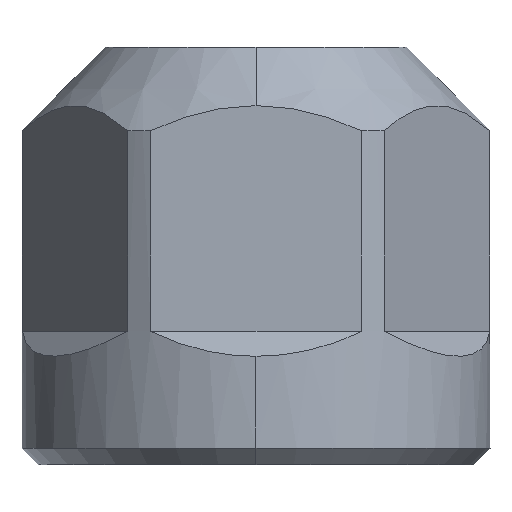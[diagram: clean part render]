
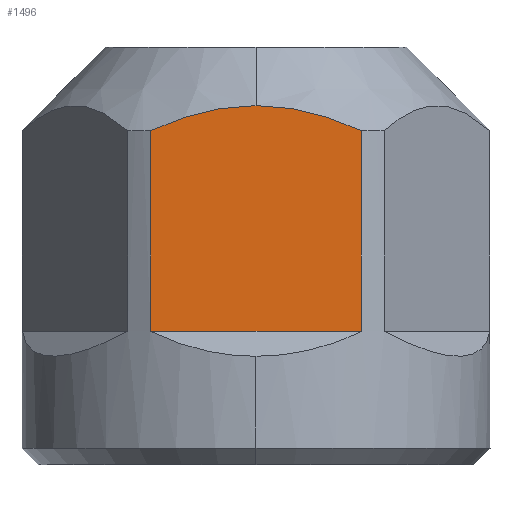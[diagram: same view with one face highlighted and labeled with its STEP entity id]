
A CAD part, left-side view. The second image highlights one B-rep face of the part: STEP entity #1496.
In plain terms, the highlighted planar face has unit normal (-1, 0, 0).
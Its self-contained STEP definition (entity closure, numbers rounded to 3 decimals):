
#84 = EDGE_CURVE ( 'NONE', #872, #945, #483, .T. ) ;
#141 = CARTESIAN_POINT ( 'NONE',  ( -12.5, 1.365, -3.571 ) ) ;
#154 = CARTESIAN_POINT ( 'NONE',  ( -12.5, -6.305, -5. ) ) ;
#163 = PLANE ( 'NONE',  #1722 ) ;
#164 = LINE ( 'NONE', #911, #361 ) ;
#289 = CARTESIAN_POINT ( 'NONE',  ( -12.5, 2.703, -3.779 ) ) ;
#298 = CARTESIAN_POINT ( 'NONE',  ( -12.5, -5.812, -4.778 ) ) ;
#303 = CARTESIAN_POINT ( 'NONE',  ( -12.5, -14., 0. ) ) ;
#314 = DIRECTION ( 'NONE',  ( 0., 0., -1. ) ) ;
#361 = VECTOR ( 'NONE', #1786, 1000. ) ;
#444 = CARTESIAN_POINT ( 'NONE',  ( -12.5, 4.275, -4.202 ) ) ;
#456 = CARTESIAN_POINT ( 'NONE',  ( -12.5, -4.278, -4.203 ) ) ;
#483 = LINE ( 'NONE', #1750, #1242 ) ;
#494 = EDGE_CURVE ( 'NONE', #1293, #1895, #658, .T. ) ;
#527 = EDGE_CURVE ( 'NONE', #1137, #1293, #1805, .T. ) ;
#600 = CARTESIAN_POINT ( 'NONE',  ( -12.5, 5.811, -4.778 ) ) ;
#601 = CARTESIAN_POINT ( 'NONE',  ( -12.5, 6.305, -5. ) ) ;
#613 = CARTESIAN_POINT ( 'NONE',  ( -12.5, -2.172, -3.646 ) ) ;
#628 = EDGE_CURVE ( 'NONE', #1895, #945, #164, .T. ) ;
#658 = B_SPLINE_CURVE_WITH_KNOTS ( 'NONE', 3,
 ( #1891, #1748, #734, #1020, #141, #1165, #289, #1303, #444, #1458, #600, #1596 ),
 .UNSPECIFIED., .F., .F.,
 ( 4, 2, 2, 2, 2, 4 ),
 ( 0.059, 0.059, 0.06, 0.062, 0.064, 0.065 ),
 .UNSPECIFIED. ) ;
#675 = ORIENTED_EDGE ( 'NONE', *, *, #494, .T. ) ;
#734 = CARTESIAN_POINT ( 'NONE',  ( -12.5, 0.549, -3.509 ) ) ;
#737 = ORIENTED_EDGE ( 'NONE', *, *, #1246, .T. ) ;
#753 = CARTESIAN_POINT ( 'NONE',  ( -12.5, 0., -3.5 ) ) ;
#849 = CARTESIAN_POINT ( 'NONE',  ( -12.5, 0., -3.5 ) ) ;
#857 = ORIENTED_EDGE ( 'NONE', *, *, #84, .F. ) ;
#858 = CARTESIAN_POINT ( 'NONE',  ( -12.5, 6.305, -17. ) ) ;
#872 = VERTEX_POINT ( 'NONE', #1704 ) ;
#911 = CARTESIAN_POINT ( 'NONE',  ( -12.5, 6.305, 0. ) ) ;
#945 = VERTEX_POINT ( 'NONE', #858 ) ;
#953 = ORIENTED_EDGE ( 'NONE', *, *, #628, .T. ) ;
#1020 = CARTESIAN_POINT ( 'NONE',  ( -12.5, 1.094, -3.545 ) ) ;
#1029 = EDGE_LOOP ( 'NONE', ( #953, #857, #737, #1065, #675 ) ) ;
#1056 = LINE ( 'NONE', #1312, #1387 ) ;
#1065 = ORIENTED_EDGE ( 'NONE', *, *, #527, .T. ) ;
#1137 = VERTEX_POINT ( 'NONE', #1772 ) ;
#1165 = CARTESIAN_POINT ( 'NONE',  ( -12.5, 2.172, -3.676 ) ) ;
#1178 = DIRECTION ( 'NONE',  ( 1., 0., 0. ) ) ;
#1242 = VECTOR ( 'NONE', #1589, 1000. ) ;
#1246 = EDGE_CURVE ( 'NONE', #872, #1137, #1056, .T. ) ;
#1293 = VERTEX_POINT ( 'NONE', #849 ) ;
#1303 = CARTESIAN_POINT ( 'NONE',  ( -12.5, 3.755, -4.042 ) ) ;
#1311 = CARTESIAN_POINT ( 'NONE',  ( -12.5, -5.309, -4.572 ) ) ;
#1312 = CARTESIAN_POINT ( 'NONE',  ( -12.5, -6.305, 0. ) ) ;
#1363 = FACE_OUTER_BOUND ( 'NONE', #1029, .T. ) ;
#1387 = VECTOR ( 'NONE', #1727, 1000. ) ;
#1458 = CARTESIAN_POINT ( 'NONE',  ( -12.5, 5.307, -4.571 ) ) ;
#1474 = CARTESIAN_POINT ( 'NONE',  ( -12.5, -3.754, -4.042 ) ) ;
#1496 = ADVANCED_FACE ( 'NONE', ( #1363 ), #163, .F. ) ;
#1589 = DIRECTION ( 'NONE',  ( 0., 1., 0. ) ) ;
#1596 = CARTESIAN_POINT ( 'NONE',  ( -12.5, 6.305, -5. ) ) ;
#1611 = CARTESIAN_POINT ( 'NONE',  ( -12.5, -1.099, -3.5 ) ) ;
#1704 = CARTESIAN_POINT ( 'NONE',  ( -12.5, -6.305, -17. ) ) ;
#1722 = AXIS2_PLACEMENT_3D ( 'NONE', #303, #1178, #314 ) ;
#1727 = DIRECTION ( 'NONE',  ( 0., 0., 1. ) ) ;
#1748 = CARTESIAN_POINT ( 'NONE',  ( -12.5, 0.274, -3.5 ) ) ;
#1750 = CARTESIAN_POINT ( 'NONE',  ( -12.5, -14., -17. ) ) ;
#1772 = CARTESIAN_POINT ( 'NONE',  ( -12.5, -6.305, -5. ) ) ;
#1786 = DIRECTION ( 'NONE',  ( 0., 0., -1. ) ) ;
#1805 = B_SPLINE_CURVE_WITH_KNOTS ( 'NONE', 3,
 ( #154, #298, #1311, #456, #1474, #613, #1611, #753 ),
 .UNSPECIFIED., .F., .F.,
 ( 4, 2, 2, 4 ),
 ( 0.052, 0.054, 0.055, 0.059 ),
 .UNSPECIFIED. ) ;
#1891 = CARTESIAN_POINT ( 'NONE',  ( -12.5, 0., -3.5 ) ) ;
#1895 = VERTEX_POINT ( 'NONE', #601 ) ;
